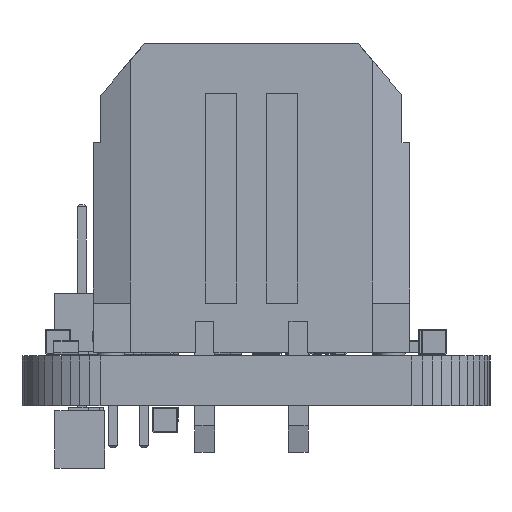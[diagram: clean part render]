
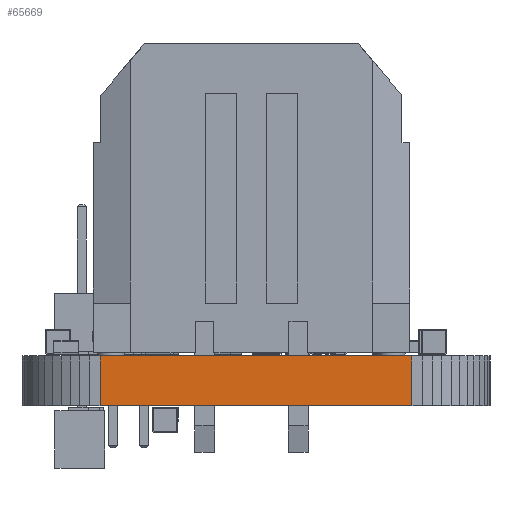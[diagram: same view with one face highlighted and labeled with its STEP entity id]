
A CAD part, left-side view. The second image highlights one B-rep face of the part: STEP entity #65669.
In plain terms, the highlighted planar face has unit normal (-1, 0, 0).
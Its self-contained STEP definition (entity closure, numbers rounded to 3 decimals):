
#59977 = PLANE('',#59978);
#59978 = AXIS2_PLACEMENT_3D('',#59979,#59980,#59981);
#59979 = CARTESIAN_POINT('',(82.844,-58.018,1.6));
#59980 = DIRECTION('',(-0.,-0.,-1.));
#59981 = DIRECTION('',(-1.,0.,0.));
#60031 = PLANE('',#60032);
#60032 = AXIS2_PLACEMENT_3D('',#60033,#60034,#60035);
#60033 = CARTESIAN_POINT('',(82.844,-58.018,0.));
#60034 = DIRECTION('',(-0.,-0.,-1.));
#60035 = DIRECTION('',(-1.,0.,0.));
#61876 = VERTEX_POINT('',#61877);
#61877 = CARTESIAN_POINT('',(47.782,-65.593,0.));
#61891 = PLANE('',#61892);
#61892 = AXIS2_PLACEMENT_3D('',#61893,#61894,#61895);
#61893 = CARTESIAN_POINT('',(47.804,-65.919,0.));
#61894 = DIRECTION('',(-0.998,-0.065,0.));
#61895 = DIRECTION('',(-0.065,0.998,0.));
#61903 = EDGE_CURVE('',#61876,#61904,#61906,.T.);
#61904 = VERTEX_POINT('',#61905);
#61905 = CARTESIAN_POINT('',(47.782,-55.593,0.));
#61906 = SURFACE_CURVE('',#61907,(#61911,#61918),.PCURVE_S1.);
#61907 = LINE('',#61908,#61909);
#61908 = CARTESIAN_POINT('',(47.782,-65.593,0.));
#61909 = VECTOR('',#61910,1.);
#61910 = DIRECTION('',(0.,1.,0.));
#61911 = PCURVE('',#60031,#61912);
#61912 = DEFINITIONAL_REPRESENTATION('',(#61913),#61917);
#61913 = LINE('',#61914,#61915);
#61914 = CARTESIAN_POINT('',(35.062,-7.574));
#61915 = VECTOR('',#61916,1.);
#61916 = DIRECTION('',(0.,1.));
#61917 = ( GEOMETRIC_REPRESENTATION_CONTEXT(2) 
PARAMETRIC_REPRESENTATION_CONTEXT() REPRESENTATION_CONTEXT('2D SPACE',''
  ) );
#61918 = PCURVE('',#61919,#61924);
#61919 = PLANE('',#61920);
#61920 = AXIS2_PLACEMENT_3D('',#61921,#61922,#61923);
#61921 = CARTESIAN_POINT('',(47.782,-65.593,0.));
#61922 = DIRECTION('',(-1.,0.,0.));
#61923 = DIRECTION('',(0.,1.,0.));
#61924 = DEFINITIONAL_REPRESENTATION('',(#61925),#61929);
#61925 = LINE('',#61926,#61927);
#61926 = CARTESIAN_POINT('',(0.,0.));
#61927 = VECTOR('',#61928,1.);
#61928 = DIRECTION('',(1.,0.));
#61929 = ( GEOMETRIC_REPRESENTATION_CONTEXT(2) 
PARAMETRIC_REPRESENTATION_CONTEXT() REPRESENTATION_CONTEXT('2D SPACE',''
  ) );
#61947 = PLANE('',#61948);
#61948 = AXIS2_PLACEMENT_3D('',#61949,#61950,#61951);
#61949 = CARTESIAN_POINT('',(47.782,-55.593,0.));
#61950 = DIRECTION('',(-0.998,0.065,0.));
#61951 = DIRECTION('',(0.065,0.998,0.));
#64158 = VERTEX_POINT('',#64159);
#64159 = CARTESIAN_POINT('',(47.782,-65.593,1.6));
#64180 = EDGE_CURVE('',#64158,#64181,#64183,.T.);
#64181 = VERTEX_POINT('',#64182);
#64182 = CARTESIAN_POINT('',(47.782,-55.593,1.6));
#64183 = SURFACE_CURVE('',#64184,(#64188,#64195),.PCURVE_S1.);
#64184 = LINE('',#64185,#64186);
#64185 = CARTESIAN_POINT('',(47.782,-65.593,1.6));
#64186 = VECTOR('',#64187,1.);
#64187 = DIRECTION('',(0.,1.,0.));
#64188 = PCURVE('',#59977,#64189);
#64189 = DEFINITIONAL_REPRESENTATION('',(#64190),#64194);
#64190 = LINE('',#64191,#64192);
#64191 = CARTESIAN_POINT('',(35.062,-7.574));
#64192 = VECTOR('',#64193,1.);
#64193 = DIRECTION('',(0.,1.));
#64194 = ( GEOMETRIC_REPRESENTATION_CONTEXT(2) 
PARAMETRIC_REPRESENTATION_CONTEXT() REPRESENTATION_CONTEXT('2D SPACE',''
  ) );
#64195 = PCURVE('',#61919,#64196);
#64196 = DEFINITIONAL_REPRESENTATION('',(#64197),#64201);
#64197 = LINE('',#64198,#64199);
#64198 = CARTESIAN_POINT('',(0.,-1.6));
#64199 = VECTOR('',#64200,1.);
#64200 = DIRECTION('',(1.,0.));
#64201 = ( GEOMETRIC_REPRESENTATION_CONTEXT(2) 
PARAMETRIC_REPRESENTATION_CONTEXT() REPRESENTATION_CONTEXT('2D SPACE',''
  ) );
#65619 = EDGE_CURVE('',#61904,#64181,#65620,.T.);
#65620 = SURFACE_CURVE('',#65621,(#65625,#65632),.PCURVE_S1.);
#65621 = LINE('',#65622,#65623);
#65622 = CARTESIAN_POINT('',(47.782,-55.593,0.));
#65623 = VECTOR('',#65624,1.);
#65624 = DIRECTION('',(0.,0.,1.));
#65625 = PCURVE('',#61947,#65626);
#65626 = DEFINITIONAL_REPRESENTATION('',(#65627),#65631);
#65627 = LINE('',#65628,#65629);
#65628 = CARTESIAN_POINT('',(0.,0.));
#65629 = VECTOR('',#65630,1.);
#65630 = DIRECTION('',(0.,-1.));
#65631 = ( GEOMETRIC_REPRESENTATION_CONTEXT(2) 
PARAMETRIC_REPRESENTATION_CONTEXT() REPRESENTATION_CONTEXT('2D SPACE',''
  ) );
#65632 = PCURVE('',#61919,#65633);
#65633 = DEFINITIONAL_REPRESENTATION('',(#65634),#65638);
#65634 = LINE('',#65635,#65636);
#65635 = CARTESIAN_POINT('',(10.,0.));
#65636 = VECTOR('',#65637,1.);
#65637 = DIRECTION('',(0.,-1.));
#65638 = ( GEOMETRIC_REPRESENTATION_CONTEXT(2) 
PARAMETRIC_REPRESENTATION_CONTEXT() REPRESENTATION_CONTEXT('2D SPACE',''
  ) );
#65669 = ADVANCED_FACE('',(#65670),#61919,.T.);
#65670 = FACE_BOUND('',#65671,.T.);
#65671 = EDGE_LOOP('',(#65672,#65693,#65694,#65695));
#65672 = ORIENTED_EDGE('',*,*,#65673,.T.);
#65673 = EDGE_CURVE('',#61876,#64158,#65674,.T.);
#65674 = SURFACE_CURVE('',#65675,(#65679,#65686),.PCURVE_S1.);
#65675 = LINE('',#65676,#65677);
#65676 = CARTESIAN_POINT('',(47.782,-65.593,0.));
#65677 = VECTOR('',#65678,1.);
#65678 = DIRECTION('',(0.,0.,1.));
#65679 = PCURVE('',#61919,#65680);
#65680 = DEFINITIONAL_REPRESENTATION('',(#65681),#65685);
#65681 = LINE('',#65682,#65683);
#65682 = CARTESIAN_POINT('',(0.,0.));
#65683 = VECTOR('',#65684,1.);
#65684 = DIRECTION('',(0.,-1.));
#65685 = ( GEOMETRIC_REPRESENTATION_CONTEXT(2) 
PARAMETRIC_REPRESENTATION_CONTEXT() REPRESENTATION_CONTEXT('2D SPACE',''
  ) );
#65686 = PCURVE('',#61891,#65687);
#65687 = DEFINITIONAL_REPRESENTATION('',(#65688),#65692);
#65688 = LINE('',#65689,#65690);
#65689 = CARTESIAN_POINT('',(0.327,0.));
#65690 = VECTOR('',#65691,1.);
#65691 = DIRECTION('',(0.,-1.));
#65692 = ( GEOMETRIC_REPRESENTATION_CONTEXT(2) 
PARAMETRIC_REPRESENTATION_CONTEXT() REPRESENTATION_CONTEXT('2D SPACE',''
  ) );
#65693 = ORIENTED_EDGE('',*,*,#64180,.T.);
#65694 = ORIENTED_EDGE('',*,*,#65619,.F.);
#65695 = ORIENTED_EDGE('',*,*,#61903,.F.);
